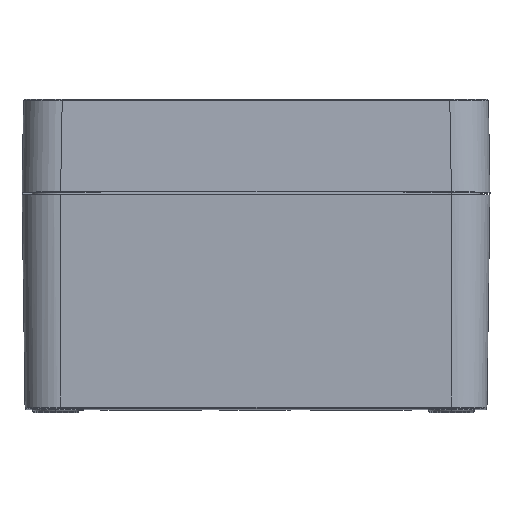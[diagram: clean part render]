
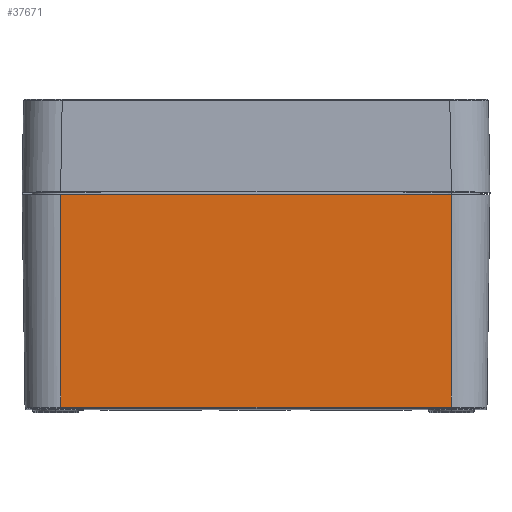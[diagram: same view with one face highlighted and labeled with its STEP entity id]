
A CAD part, top view. The second image highlights one B-rep face of the part: STEP entity #37671.
In plain terms, the highlighted planar face has unit normal (0, -0.014, 1).
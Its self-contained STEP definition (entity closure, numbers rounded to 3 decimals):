
#37451 = VERTEX_POINT ( 'NONE', #73170 ) ;
#37453 = EDGE_CURVE ( 'NONE', #37454, #37451, #73172, .T. ) ;
#37454 = VERTEX_POINT ( 'NONE', #73178 ) ;
#37598 = VERTEX_POINT ( 'NONE', #73810 ) ;
#37604 = VERTEX_POINT ( 'NONE', #73798 ) ;
#37606 = EDGE_CURVE ( 'NONE', #37598, #37604, #73796, .T. ) ;
#37671 = ADVANCED_FACE ( 'NONE', ( #74183 ), #74182, .T. ) ;
#37673 = EDGE_LOOP ( 'NONE', ( #37674, #37675, #37676, #37677 ) ) ;
#37674 = ORIENTED_EDGE ( 'NONE', *, *, #37802, .T. ) ;
#37675 = ORIENTED_EDGE ( 'NONE', *, *, #37453, .T. ) ;
#37676 = ORIENTED_EDGE ( 'NONE', *, *, #37723, .T. ) ;
#37677 = ORIENTED_EDGE ( 'NONE', *, *, #37606, .T. ) ;
#37723 = EDGE_CURVE ( 'NONE', #37451, #37598, #74301, .T. ) ;
#37802 = EDGE_CURVE ( 'NONE', #37604, #37454, #74542, .T. ) ;
#73170 = CARTESIAN_POINT ( 'NONE',  ( -63.254, -2.8, 101.461 ) ) ;
#73172 = LINE ( 'NONE', #73182, #73180 ) ;
#73178 = CARTESIAN_POINT ( 'NONE',  ( 63.254, -2.8, 101.461 ) ) ;
#73179 = DIRECTION ( 'NONE',  ( -1., 0., 0. ) ) ;
#73180 = VECTOR ( 'NONE', #73179, 1000. ) ;
#73182 = CARTESIAN_POINT ( 'NONE',  ( -75.75, -2.8, 101.461 ) ) ;
#73793 = DIRECTION ( 'NONE',  ( 1., 0., 0. ) ) ;
#73794 = VECTOR ( 'NONE', #73793, 1000. ) ;
#73795 = CARTESIAN_POINT ( 'NONE',  ( -75.75, -71.507, 100.514 ) ) ;
#73796 = LINE ( 'NONE', #73795, #73794 ) ;
#73798 = CARTESIAN_POINT ( 'NONE',  ( 63.258, -71.507, 100.514 ) ) ;
#73810 = CARTESIAN_POINT ( 'NONE',  ( -63.258, -71.507, 100.514 ) ) ;
#74144 = DIRECTION ( 'NONE',  ( 0., -1., -0.014 ) ) ;
#74145 = DIRECTION ( 'NONE',  ( 0., -0.014, 1. ) ) ;
#74146 = CARTESIAN_POINT ( 'NONE',  ( -75.75, 0., 101.5 ) ) ;
#74148 = AXIS2_PLACEMENT_3D ( 'NONE', #74146, #74145, #74144 ) ;
#74182 = PLANE ( 'NONE',  #74148 ) ;
#74183 = FACE_OUTER_BOUND ( 'NONE', #37673, .T. ) ;
#74301 = B_SPLINE_CURVE_WITH_KNOTS ( 'NONE', 3,
 ( #74333, #74332, #74331, #74330 ),
 .UNSPECIFIED., .F., .F.,
 ( 4, 4 ),
 ( 0.408, 0.599 ),
 .UNSPECIFIED. ) ;
#74330 = CARTESIAN_POINT ( 'NONE',  ( -63.258, -71.507, 100.514 ) ) ;
#74331 = CARTESIAN_POINT ( 'NONE',  ( -63.257, -48.605, 100.83 ) ) ;
#74332 = CARTESIAN_POINT ( 'NONE',  ( -63.255, -25.702, 101.146 ) ) ;
#74333 = CARTESIAN_POINT ( 'NONE',  ( -63.254, -2.8, 101.461 ) ) ;
#74536 = CARTESIAN_POINT ( 'NONE',  ( 63.254, -2.8, 101.461 ) ) ;
#74537 = CARTESIAN_POINT ( 'NONE',  ( 63.255, -25.702, 101.146 ) ) ;
#74538 = CARTESIAN_POINT ( 'NONE',  ( 63.257, -48.605, 100.83 ) ) ;
#74539 = CARTESIAN_POINT ( 'NONE',  ( 63.258, -71.507, 100.514 ) ) ;
#74542 = B_SPLINE_CURVE_WITH_KNOTS ( 'NONE', 3,
 ( #74539, #74538, #74537, #74536 ),
 .UNSPECIFIED., .F., .F.,
 ( 4, 4 ),
 ( 0.401, 0.592 ),
 .UNSPECIFIED. ) ;
